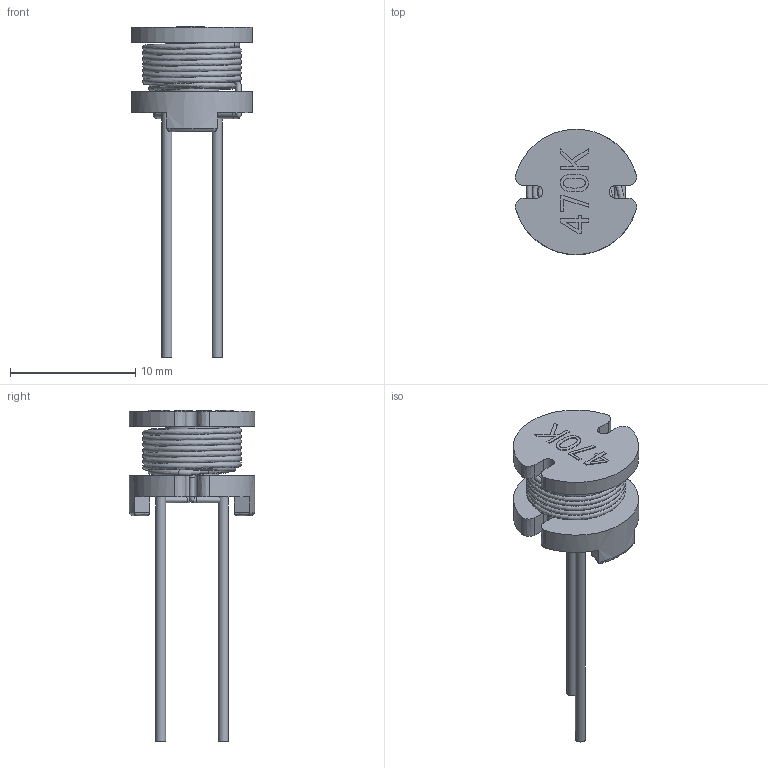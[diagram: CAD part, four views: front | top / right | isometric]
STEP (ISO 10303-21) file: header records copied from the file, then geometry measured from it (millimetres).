
FILE_DESCRIPTION( ('This file contains a STEP AP42 implementation' ,'as created by ZW3D STEP Interface translator.') ,'2;1' );
FILE_NAME( 'RC1008-L.stp' ,'14 925.131344', (''), ('ZWCAD Software Co.'), 'Version 1.0', 'ZW3D to STEP translator', '' );
FILE_SCHEMA( ('CONFIG_CONTROL_DESIGN') );
Length unit declared in the file: millimetre
Products named in the file (1): 0
Bounding box: 9.66 x 10 x 26.4 mm (x, y, z)
Volume: 397.6 mm3; surface area: 1378.8 mm2
Topology: 8 solids, 8 shells, 129 faces, 322 edges, 211 vertices
Faces by surface type: bspline 129
Entity records: 189368 total; most frequent: CARTESIAN_POINT 187415, ORIENTED_EDGE 644, EDGE_CURVE 322, B_SPLINE_CURVE_WITH_KNOTS 258, VERTEX_POINT 211, EDGE_LOOP 135, FACE_OUTER_BOUND 129, ADVANCED_FACE 129
